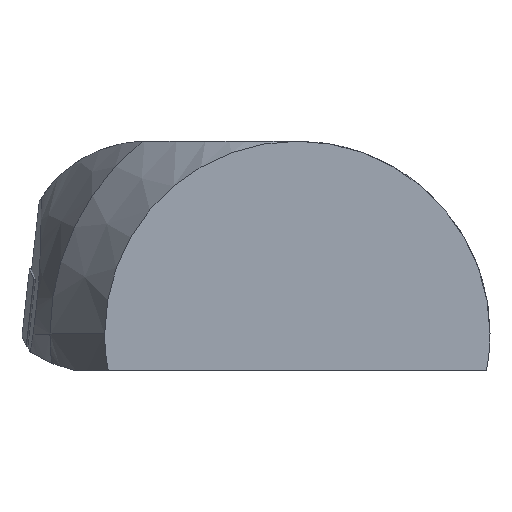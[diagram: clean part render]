
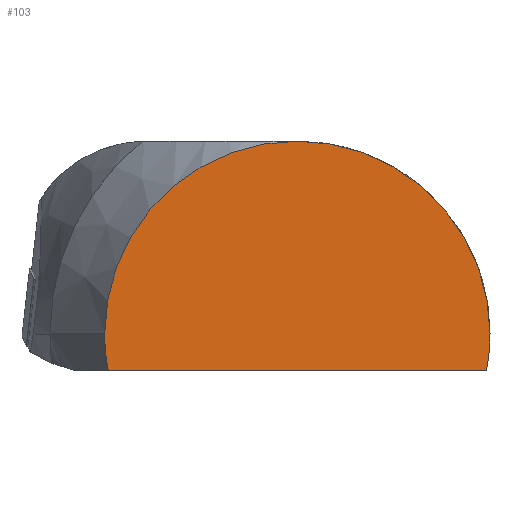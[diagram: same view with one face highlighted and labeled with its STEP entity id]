
A CAD part, top view. The second image highlights one B-rep face of the part: STEP entity #103.
In plain terms, the highlighted planar face has unit normal (0, 0, 1).
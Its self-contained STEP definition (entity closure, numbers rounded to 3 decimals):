
#103=ADVANCED_FACE('',(#162),#163,.F.);
#162=FACE_OUTER_BOUND('',#222,.T.);
#163=PLANE('',#223);
#222=EDGE_LOOP('',(#462,#463,#464,#465));
#223=AXIS2_PLACEMENT_3D('',#466,#467,#468);
#462=ORIENTED_EDGE('',*,*,#553,.F.);
#463=ORIENTED_EDGE('',*,*,#555,.F.);
#464=ORIENTED_EDGE('',*,*,#544,.F.);
#465=ORIENTED_EDGE('',*,*,#548,.F.);
#466=CARTESIAN_POINT('',(0.0,12.75,0.0));
#467=DIRECTION('',(0.0,0.0,-1.0));
#468=DIRECTION('',(-1.0,0.0,0.0));
#544=EDGE_CURVE('',#670,#672,#673,.T.);
#548=EDGE_CURVE('',#676,#670,#678,.T.);
#553=EDGE_CURVE('',#683,#676,#685,.T.);
#555=EDGE_CURVE('',#672,#683,#687,.T.);
#670=VERTEX_POINT('',#902);
#672=VERTEX_POINT('',#905);
#673=CIRCLE('',#906,31.5);
#676=VERTEX_POINT('',#911);
#678=CIRCLE('',#914,31.5);
#683=VERTEX_POINT('',#920);
#685=CIRCLE('',#923,31.5);
#687=LINE('',#925,#926);
#902=CARTESIAN_POINT('',(31.5,0.,0.0));
#905=CARTESIAN_POINT('',(30.923,-6.,0.0));
#906=AXIS2_PLACEMENT_3D('',#1038,#1039,#1040);
#911=CARTESIAN_POINT('',(-31.5,0.,0.0));
#914=AXIS2_PLACEMENT_3D('',#1044,#1045,#1046);
#920=CARTESIAN_POINT('',(-30.923,-6.,0.0));
#923=AXIS2_PLACEMENT_3D('',#1055,#1056,#1057);
#925=CARTESIAN_POINT('',(30.923,-6.,0.0));
#926=VECTOR('',#1061,61.847);
#1038=CARTESIAN_POINT('',(0.0,0.,0.0));
#1039=DIRECTION('',(0.0,0.0,-1.0));
#1040=DIRECTION('',(-1.0,0.0,0.0));
#1044=CARTESIAN_POINT('',(0.0,0.,0.0));
#1045=DIRECTION('',(0.0,0.0,-1.0));
#1046=DIRECTION('',(-1.0,0.0,0.0));
#1055=CARTESIAN_POINT('',(0.0,0.,0.0));
#1056=DIRECTION('',(0.0,0.0,-1.0));
#1057=DIRECTION('',(-1.0,0.0,0.0));
#1061=DIRECTION('',(-1.0,0.0,0.0));
